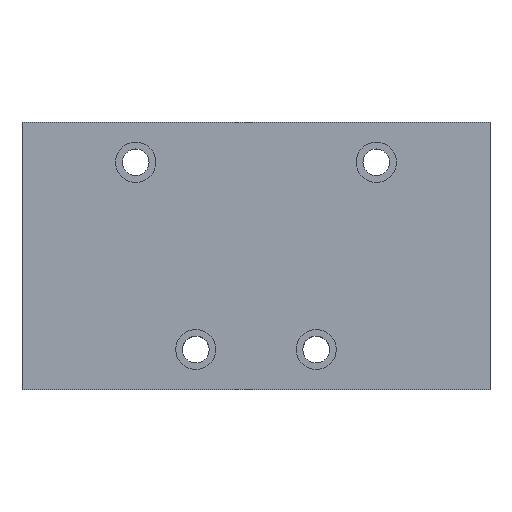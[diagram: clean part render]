
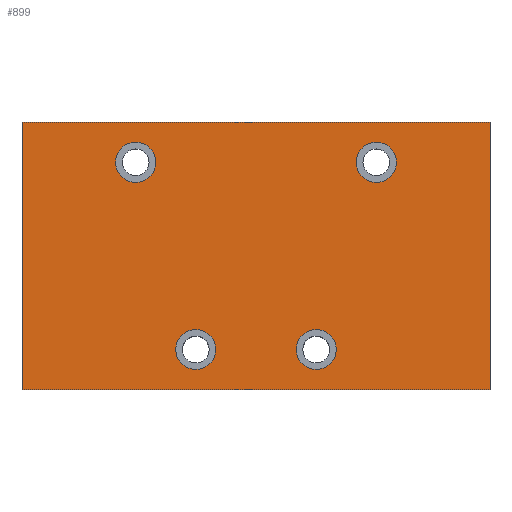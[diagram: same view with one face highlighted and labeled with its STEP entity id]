
A CAD part, top view. The second image highlights one B-rep face of the part: STEP entity #899.
In plain terms, the highlighted planar face has unit normal (0, 0, 1).
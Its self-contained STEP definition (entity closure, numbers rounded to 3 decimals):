
#143=CARTESIAN_POINT('',(12.,-14.0,10.0));
#144=VERTEX_POINT('',#143);
#160=CARTESIAN_POINT('',(6.,-14.0,10.0));
#161=VERTEX_POINT('',#160);
#168=CARTESIAN_POINT('',(9.,-14.0,10.0));
#169=DIRECTION('',(0.0,0.0,-1.0));
#170=DIRECTION('',(1.0,0.0,0.0));
#171=AXIS2_PLACEMENT_3D('',#168,#169,#170);
#172=CIRCLE('',#171,3.0);
#173=EDGE_CURVE('',#144,#161,#172,.T.);
#185=CARTESIAN_POINT('',(-15.0,14.0,10.0));
#186=VERTEX_POINT('',#185);
#202=CARTESIAN_POINT('',(-21.0,14.0,10.0));
#203=VERTEX_POINT('',#202);
#210=CARTESIAN_POINT('',(-18.0,14.0,10.0));
#211=DIRECTION('',(0.0,0.0,-1.0));
#212=DIRECTION('',(1.0,0.0,0.0));
#213=AXIS2_PLACEMENT_3D('',#210,#211,#212);
#214=CIRCLE('',#213,3.0);
#215=EDGE_CURVE('',#186,#203,#214,.T.);
#227=CARTESIAN_POINT('',(-6.,-14.0,10.0));
#228=VERTEX_POINT('',#227);
#244=CARTESIAN_POINT('',(-12.,-14.0,10.0));
#245=VERTEX_POINT('',#244);
#252=CARTESIAN_POINT('',(-9.,-14.0,10.0));
#253=DIRECTION('',(0.0,0.0,-1.0));
#254=DIRECTION('',(1.0,0.0,0.0));
#255=AXIS2_PLACEMENT_3D('',#252,#253,#254);
#256=CIRCLE('',#255,3.0);
#257=EDGE_CURVE('',#228,#245,#256,.T.);
#269=CARTESIAN_POINT('',(21.0,14.0,10.0));
#270=VERTEX_POINT('',#269);
#286=CARTESIAN_POINT('',(15.0,14.0,10.0));
#287=VERTEX_POINT('',#286);
#294=CARTESIAN_POINT('',(18.0,14.0,10.0));
#295=DIRECTION('',(0.0,0.0,-1.0));
#296=DIRECTION('',(1.0,0.0,0.0));
#297=AXIS2_PLACEMENT_3D('',#294,#295,#296);
#298=CIRCLE('',#297,3.0);
#299=EDGE_CURVE('',#270,#287,#298,.T.);
#574=CARTESIAN_POINT('',(18.0,14.0,10.0));
#575=DIRECTION('',(0.0,0.0,-1.0));
#576=DIRECTION('',(1.0,0.0,0.0));
#577=AXIS2_PLACEMENT_3D('',#574,#575,#576);
#578=CIRCLE('',#577,3.0);
#579=EDGE_CURVE('',#287,#270,#578,.T.);
#612=CARTESIAN_POINT('',(-9.,-14.0,10.0));
#613=DIRECTION('',(0.0,0.0,-1.0));
#614=DIRECTION('',(1.0,0.0,0.0));
#615=AXIS2_PLACEMENT_3D('',#612,#613,#614);
#616=CIRCLE('',#615,3.0);
#617=EDGE_CURVE('',#245,#228,#616,.T.);
#650=CARTESIAN_POINT('',(-18.0,14.0,10.0));
#651=DIRECTION('',(0.0,0.0,-1.0));
#652=DIRECTION('',(1.0,0.0,0.0));
#653=AXIS2_PLACEMENT_3D('',#650,#651,#652);
#654=CIRCLE('',#653,3.0);
#655=EDGE_CURVE('',#203,#186,#654,.T.);
#688=CARTESIAN_POINT('',(9.,-14.0,10.0));
#689=DIRECTION('',(0.0,0.0,-1.0));
#690=DIRECTION('',(1.0,0.0,0.0));
#691=AXIS2_PLACEMENT_3D('',#688,#689,#690);
#692=CIRCLE('',#691,3.0);
#693=EDGE_CURVE('',#161,#144,#692,.T.);
#725=CARTESIAN_POINT('',(-35.0,20.0,10.0));
#726=VERTEX_POINT('',#725);
#727=CARTESIAN_POINT('',(35.0,20.0,10.0));
#728=VERTEX_POINT('',#727);
#729=CARTESIAN_POINT('',(-35.0,20.0,10.0));
#730=DIRECTION('',(1.0,0.0,0.0));
#731=VECTOR('',#730,70.0);
#732=LINE('',#729,#731);
#733=EDGE_CURVE('',#726,#728,#732,.T.);
#765=CARTESIAN_POINT('',(35.0,-20.0,10.0));
#766=VERTEX_POINT('',#765);
#767=CARTESIAN_POINT('',(35.0,20.0,10.0));
#768=DIRECTION('',(0.0,-1.0,0.0));
#769=VECTOR('',#768,40.0);
#770=LINE('',#767,#769);
#771=EDGE_CURVE('',#728,#766,#770,.T.);
#796=CARTESIAN_POINT('',(-35.0,-20.0,10.0));
#797=VERTEX_POINT('',#796);
#798=CARTESIAN_POINT('',(35.0,-20.0,10.0));
#799=DIRECTION('',(-1.0,0.0,0.0));
#800=VECTOR('',#799,70.0);
#801=LINE('',#798,#800);
#802=EDGE_CURVE('',#766,#797,#801,.T.);
#827=CARTESIAN_POINT('',(-35.0,-20.0,10.0));
#828=DIRECTION('',(0.0,1.0,0.0));
#829=VECTOR('',#828,40.0);
#830=LINE('',#827,#829);
#831=EDGE_CURVE('',#797,#726,#830,.T.);
#872=CARTESIAN_POINT('',(0.0,0.,10.0));
#873=DIRECTION('',(0.0,0.0,1.0));
#874=DIRECTION('',(1.0,0.0,0.0));
#875=AXIS2_PLACEMENT_3D('',#872,#873,#874);
#876=PLANE('',#875);
#877=ORIENTED_EDGE('',*,*,#733,.F.);
#878=ORIENTED_EDGE('',*,*,#831,.F.);
#879=ORIENTED_EDGE('',*,*,#802,.F.);
#880=ORIENTED_EDGE('',*,*,#771,.F.);
#881=EDGE_LOOP('',(#877,#878,#879,#880));
#882=FACE_OUTER_BOUND('',#881,.T.);
#883=ORIENTED_EDGE('',*,*,#299,.T.);
#884=ORIENTED_EDGE('',*,*,#579,.T.);
#885=EDGE_LOOP('',(#883,#884));
#886=FACE_BOUND('',#885,.T.);
#887=ORIENTED_EDGE('',*,*,#257,.T.);
#888=ORIENTED_EDGE('',*,*,#617,.T.);
#889=EDGE_LOOP('',(#887,#888));
#890=FACE_BOUND('',#889,.T.);
#891=ORIENTED_EDGE('',*,*,#215,.T.);
#892=ORIENTED_EDGE('',*,*,#655,.T.);
#893=EDGE_LOOP('',(#891,#892));
#894=FACE_BOUND('',#893,.T.);
#895=ORIENTED_EDGE('',*,*,#173,.T.);
#896=ORIENTED_EDGE('',*,*,#693,.T.);
#897=EDGE_LOOP('',(#895,#896));
#898=FACE_BOUND('',#897,.T.);
#899=ADVANCED_FACE('',(#882,#886,#890,#894,#898),#876,.T.);
